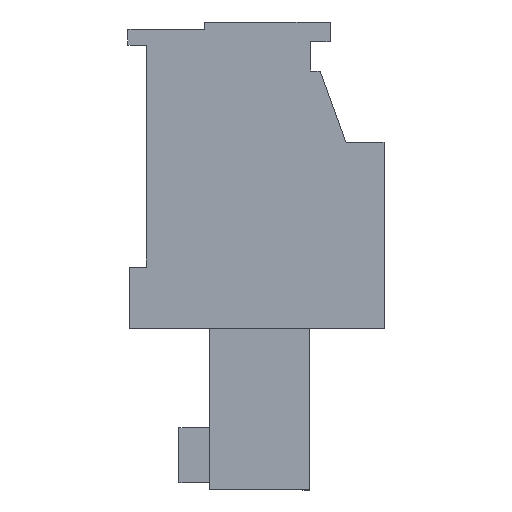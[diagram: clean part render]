
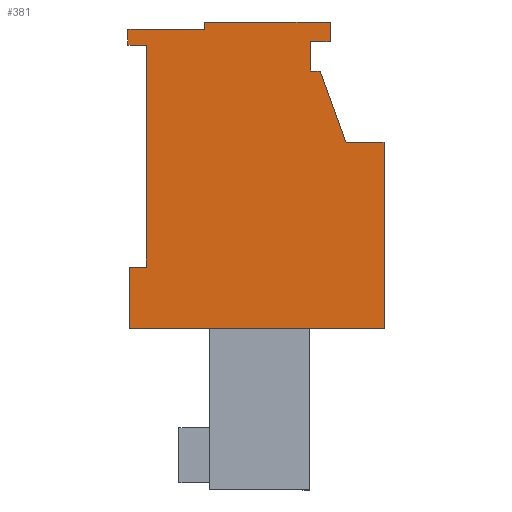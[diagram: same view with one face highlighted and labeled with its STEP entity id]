
A CAD part, left-side view. The second image highlights one B-rep face of the part: STEP entity #381.
In plain terms, the highlighted planar face has unit normal (-1, 0, 0).
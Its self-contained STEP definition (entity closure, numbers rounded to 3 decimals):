
#265=AXIS2_PLACEMENT_3D('Plane Axis2P3D',#262,#263,#264) ;
#42=CARTESIAN_POINT('Vertex',(0.,3.,18.3)) ;
#45=CARTESIAN_POINT('Line Origine',(0.,3.,17.7)) ;
#49=CARTESIAN_POINT('Vertex',(0.,3.,17.1)) ;
#76=CARTESIAN_POINT('Line Origine',(0.,2.6,18.3)) ;
#80=CARTESIAN_POINT('Vertex',(0.,2.2,18.3)) ;
#262=CARTESIAN_POINT('Axis2P3D Location',(0.,5.2,6.6)) ;
#267=CARTESIAN_POINT('Line Origine',(0.,0.,10.4)) ;
#271=CARTESIAN_POINT('Vertex',(0.,0.,14.2)) ;
#273=CARTESIAN_POINT('Vertex',(0.,0.,6.6)) ;
#276=CARTESIAN_POINT('Line Origine',(0.,0.775,14.2)) ;
#280=CARTESIAN_POINT('Vertex',(0.,1.55,14.2)) ;
#283=CARTESIAN_POINT('Line Origine',(0.,2.078,15.65)) ;
#287=CARTESIAN_POINT('Vertex',(0.,2.606,17.1)) ;
#290=CARTESIAN_POINT('Line Origine',(0.,2.803,17.1)) ;
#295=CARTESIAN_POINT('Line Origine',(0.,2.2,18.7)) ;
#299=CARTESIAN_POINT('Vertex',(0.,2.2,19.1)) ;
#302=CARTESIAN_POINT('Line Origine',(0.,4.76,19.1)) ;
#306=CARTESIAN_POINT('Vertex',(0.,7.32,19.1)) ;
#309=CARTESIAN_POINT('Line Origine',(0.,7.32,18.95)) ;
#313=CARTESIAN_POINT('Vertex',(0.,7.32,18.8)) ;
#316=CARTESIAN_POINT('Line Origine',(0.,8.885,18.8)) ;
#320=CARTESIAN_POINT('Vertex',(0.,10.45,18.8)) ;
#323=CARTESIAN_POINT('Line Origine',(0.,10.45,18.475)) ;
#327=CARTESIAN_POINT('Vertex',(0.,10.45,18.15)) ;
#330=CARTESIAN_POINT('Line Origine',(0.,10.075,18.15)) ;
#334=CARTESIAN_POINT('Vertex',(0.,9.7,18.15)) ;
#337=CARTESIAN_POINT('Line Origine',(0.,9.7,13.625)) ;
#341=CARTESIAN_POINT('Vertex',(0.,9.7,9.1)) ;
#344=CARTESIAN_POINT('Line Origine',(0.,10.05,9.1)) ;
#348=CARTESIAN_POINT('Vertex',(0.,10.4,9.1)) ;
#351=CARTESIAN_POINT('Line Origine',(0.,10.4,7.85)) ;
#355=CARTESIAN_POINT('Vertex',(0.,10.4,6.6)) ;
#358=CARTESIAN_POINT('Line Origine',(0.,5.2,6.6)) ;
#46=DIRECTION('Vector Direction',(0.,0.,1.)) ;
#77=DIRECTION('Vector Direction',(0.,1.,0.)) ;
#263=DIRECTION('Axis2P3D Direction',(-1.,0.,0.)) ;
#264=DIRECTION('Axis2P3D XDirection',(0.,-1.,0.)) ;
#268=DIRECTION('Vector Direction',(0.,0.,-1.)) ;
#277=DIRECTION('Vector Direction',(0.,1.,0.)) ;
#284=DIRECTION('Vector Direction',(0.,0.342,0.94)) ;
#291=DIRECTION('Vector Direction',(0.,1.,0.)) ;
#296=DIRECTION('Vector Direction',(0.,0.,1.)) ;
#303=DIRECTION('Vector Direction',(0.,1.,0.)) ;
#310=DIRECTION('Vector Direction',(0.,0.,1.)) ;
#317=DIRECTION('Vector Direction',(0.,1.,0.)) ;
#324=DIRECTION('Vector Direction',(0.,0.,-1.)) ;
#331=DIRECTION('Vector Direction',(0.,-1.,0.)) ;
#338=DIRECTION('Vector Direction',(0.,0.,-1.)) ;
#345=DIRECTION('Vector Direction',(0.,-1.,0.)) ;
#352=DIRECTION('Vector Direction',(0.,0.,1.)) ;
#359=DIRECTION('Vector Direction',(0.,1.,0.)) ;
#47=VECTOR('Line Direction',#46,1.) ;
#78=VECTOR('Line Direction',#77,1.) ;
#269=VECTOR('Line Direction',#268,1.) ;
#278=VECTOR('Line Direction',#277,1.) ;
#285=VECTOR('Line Direction',#284,1.) ;
#292=VECTOR('Line Direction',#291,1.) ;
#297=VECTOR('Line Direction',#296,1.) ;
#304=VECTOR('Line Direction',#303,1.) ;
#311=VECTOR('Line Direction',#310,1.) ;
#318=VECTOR('Line Direction',#317,1.) ;
#325=VECTOR('Line Direction',#324,1.) ;
#332=VECTOR('Line Direction',#331,1.) ;
#339=VECTOR('Line Direction',#338,1.) ;
#346=VECTOR('Line Direction',#345,1.) ;
#353=VECTOR('Line Direction',#352,1.) ;
#360=VECTOR('Line Direction',#359,1.) ;
#364=ORIENTED_EDGE('',*,*,#275,.F.) ;
#365=ORIENTED_EDGE('',*,*,#282,.T.) ;
#366=ORIENTED_EDGE('',*,*,#289,.T.) ;
#367=ORIENTED_EDGE('',*,*,#294,.T.) ;
#368=ORIENTED_EDGE('',*,*,#51,.T.) ;
#369=ORIENTED_EDGE('',*,*,#82,.F.) ;
#370=ORIENTED_EDGE('',*,*,#301,.T.) ;
#371=ORIENTED_EDGE('',*,*,#308,.T.) ;
#372=ORIENTED_EDGE('',*,*,#315,.F.) ;
#373=ORIENTED_EDGE('',*,*,#322,.T.) ;
#374=ORIENTED_EDGE('',*,*,#329,.T.) ;
#375=ORIENTED_EDGE('',*,*,#336,.T.) ;
#376=ORIENTED_EDGE('',*,*,#343,.T.) ;
#377=ORIENTED_EDGE('',*,*,#350,.F.) ;
#378=ORIENTED_EDGE('',*,*,#357,.F.) ;
#379=ORIENTED_EDGE('',*,*,#362,.F.) ;
#381=ADVANCED_FACE('HOUSING',(#380),#266,.T.) ;
#51=EDGE_CURVE('',#50,#43,#48,.T.) ;
#82=EDGE_CURVE('',#81,#43,#79,.T.) ;
#275=EDGE_CURVE('',#272,#274,#270,.T.) ;
#282=EDGE_CURVE('',#272,#281,#279,.T.) ;
#289=EDGE_CURVE('',#281,#288,#286,.T.) ;
#294=EDGE_CURVE('',#288,#50,#293,.T.) ;
#301=EDGE_CURVE('',#81,#300,#298,.T.) ;
#308=EDGE_CURVE('',#300,#307,#305,.T.) ;
#315=EDGE_CURVE('',#314,#307,#312,.T.) ;
#322=EDGE_CURVE('',#314,#321,#319,.T.) ;
#329=EDGE_CURVE('',#321,#328,#326,.T.) ;
#336=EDGE_CURVE('',#328,#335,#333,.T.) ;
#343=EDGE_CURVE('',#335,#342,#340,.T.) ;
#350=EDGE_CURVE('',#349,#342,#347,.T.) ;
#357=EDGE_CURVE('',#356,#349,#354,.T.) ;
#362=EDGE_CURVE('',#274,#356,#361,.T.) ;
#363=EDGE_LOOP('',(#364,#365,#366,#367,#368,#369,#370,#371,#372,#373,#374,#375,#376,#377,#378,#379)) ;
#380=FACE_OUTER_BOUND('',#363,.T.) ;
#48=LINE('Line',#45,#47) ;
#79=LINE('Line',#76,#78) ;
#270=LINE('Line',#267,#269) ;
#279=LINE('Line',#276,#278) ;
#286=LINE('Line',#283,#285) ;
#293=LINE('Line',#290,#292) ;
#298=LINE('Line',#295,#297) ;
#305=LINE('Line',#302,#304) ;
#312=LINE('Line',#309,#311) ;
#319=LINE('Line',#316,#318) ;
#326=LINE('Line',#323,#325) ;
#333=LINE('Line',#330,#332) ;
#340=LINE('Line',#337,#339) ;
#347=LINE('Line',#344,#346) ;
#354=LINE('Line',#351,#353) ;
#361=LINE('Line',#358,#360) ;
#266=PLANE('',#265) ;
#43=VERTEX_POINT('',#42) ;
#50=VERTEX_POINT('',#49) ;
#81=VERTEX_POINT('',#80) ;
#272=VERTEX_POINT('',#271) ;
#274=VERTEX_POINT('',#273) ;
#281=VERTEX_POINT('',#280) ;
#288=VERTEX_POINT('',#287) ;
#300=VERTEX_POINT('',#299) ;
#307=VERTEX_POINT('',#306) ;
#314=VERTEX_POINT('',#313) ;
#321=VERTEX_POINT('',#320) ;
#328=VERTEX_POINT('',#327) ;
#335=VERTEX_POINT('',#334) ;
#342=VERTEX_POINT('',#341) ;
#349=VERTEX_POINT('',#348) ;
#356=VERTEX_POINT('',#355) ;
